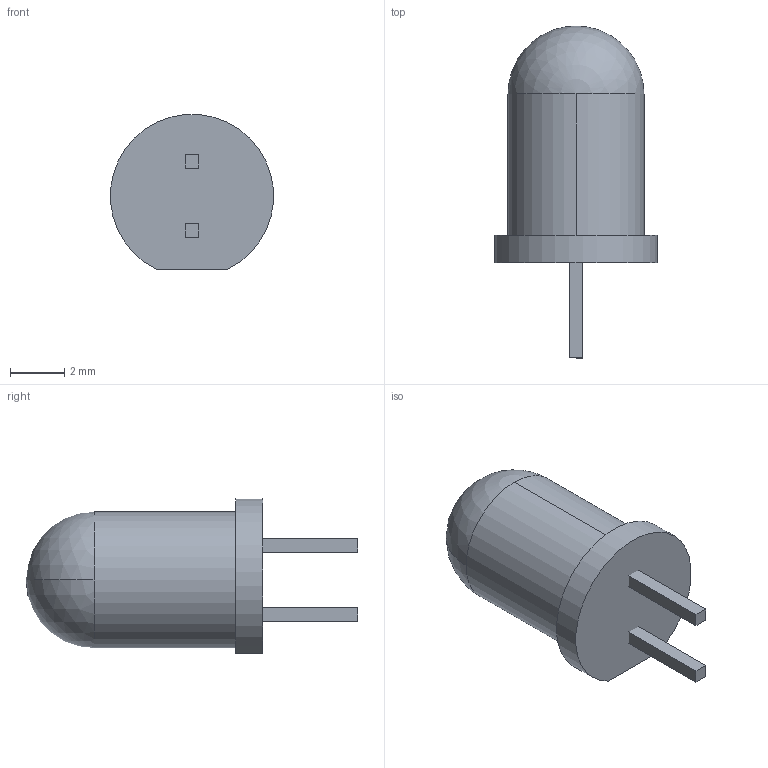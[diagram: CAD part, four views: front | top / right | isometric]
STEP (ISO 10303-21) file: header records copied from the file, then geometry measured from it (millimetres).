
FILE_DESCRIPTION (( 'STEP AP214' ), '1' );
FILE_NAME ('LED5mmAssemblyBlueSTEP.STEP', '2019-06-08T06:29:54', ( '' ), ( '' ), 'SwSTEP 2.0', 'SolidWorks 2016', '' );
FILE_SCHEMA (( 'AUTOMOTIVE_DESIGN' ));
Length unit declared in the file: millimetre
Products named in the file (3): LED5mmBody; LED5mmLeg; LED5mmAssemblyBlueSTEP
Assembly tree (2 placements, depth 2):
  LED5mmAssemblyBlueSTEP
    LED5mmBody
    LED5mmLeg
Bounding box: 5.98 x 12.2 x 5.69 mm (x, y, z)
Volume: 166 mm3; surface area: 203.9 mm2
Topology: 3 solids, 3 shells, 24 faces, 54 edges, 35 vertices
Faces by surface type: plane 19, cylinder 3, sphere 2
Entity records: 773 total; most frequent: DIRECTION 120, CARTESIAN_POINT 116, ORIENTED_EDGE 104, EDGE_CURVE 52, LINE 42, VECTOR 42, AXIS2_PLACEMENT_3D 39, VERTEX_POINT 35
